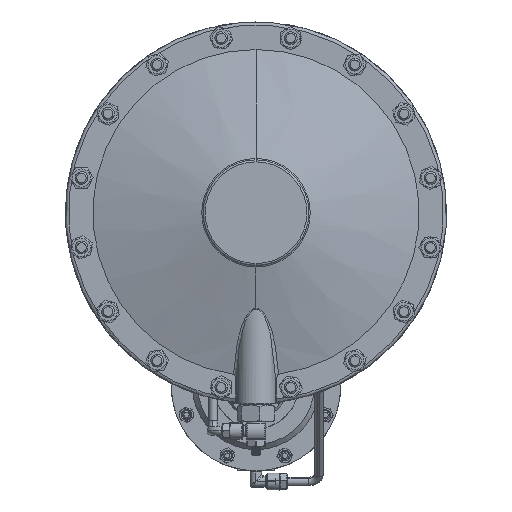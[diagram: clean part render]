
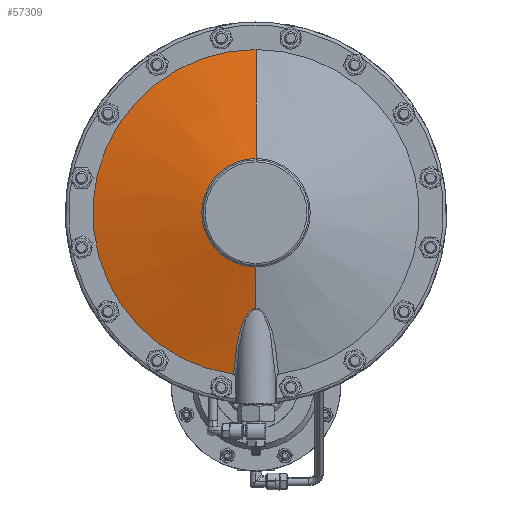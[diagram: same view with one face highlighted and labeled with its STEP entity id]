
A CAD part, front view. The second image highlights one B-rep face of the part: STEP entity #57309.
In plain terms, the highlighted conical face has half-angle 75 degrees and reference radius 154 mm.
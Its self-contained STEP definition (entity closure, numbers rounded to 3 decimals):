
#70 = AXIS2_PLACEMENT_3D ( 'NONE', #61374, #14257, #21678 ) ;
#2640 = CARTESIAN_POINT ( 'NONE',  ( -4.795, -83.573, -92.024 ) ) ;
#3542 = CARTESIAN_POINT ( 'NONE',  ( 0., -67., -154. ) ) ;
#3914 = CARTESIAN_POINT ( 'NONE',  ( -6.885, -82.984, -94.096 ) ) ;
#4331 = CARTESIAN_POINT ( 'NONE',  ( -3.883, -83.753, -91.394 ) ) ;
#4573 = ORIENTED_EDGE ( 'NONE', *, *, #64157, .T. ) ;
#6438 = LINE ( 'NONE', #3542, #47728 ) ;
#10045 = CARTESIAN_POINT ( 'NONE',  ( -9.007, -82.146, -97.057 ) ) ;
#10478 = CARTESIAN_POINT ( 'NONE',  ( -2.91, -83.908, -90.852 ) ) ;
#10746 = DIRECTION ( 'NONE',  ( 0., 1., 0. ) ) ;
#10884 = CARTESIAN_POINT ( 'NONE',  ( -9.382, -81.97, -97.682 ) ) ;
#13733 = CARTESIAN_POINT ( 'NONE',  ( 0., -67., 154. ) ) ;
#14257 = DIRECTION ( 'NONE',  ( 0., 1., 0. ) ) ;
#15567 = EDGE_CURVE ( 'NONE', #68910, #61780, #40139, .T. ) ;
#16170 = CARTESIAN_POINT ( 'NONE',  ( -12.756, -79.97, -104.822 ) ) ;
#16581 = CARTESIAN_POINT ( 'NONE',  ( -19.373, -72.352, -132.619 ) ) ;
#17022 = CARTESIAN_POINT ( 'NONE',  ( -0.757, -84.092, -90.209 ) ) ;
#17452 = CARTESIAN_POINT ( 'NONE',  ( -16.484, -76.557, -117.178 ) ) ;
#17529 = CARTESIAN_POINT ( 'NONE',  ( 0., -84.102, -90.174 ) ) ;
#18028 = AXIS2_PLACEMENT_3D ( 'NONE', #36130, #10746, #37420 ) ;
#18202 = AXIS2_PLACEMENT_3D ( 'NONE', #71049, #35814, #30980 ) ;
#19111 = DIRECTION ( 'NONE',  ( 0., 0.259, -0.966 ) ) ;
#19139 = CARTESIAN_POINT ( 'NONE',  ( 0., -94.545, 51.2 ) ) ;
#19224 = EDGE_CURVE ( 'NONE', #83567, #61780, #6438, .T. ) ;
#19583 = CIRCLE ( 'NONE', #18202, 154. ) ;
#20532 = CARTESIAN_POINT ( 'NONE',  ( 0., -67., 154. ) ) ;
#21678 = DIRECTION ( 'NONE',  ( 0., 0., 1. ) ) ;
#23566 = CARTESIAN_POINT ( 'NONE',  ( -3.568, -83.809, -91.2 ) ) ;
#24005 = CARTESIAN_POINT ( 'NONE',  ( -15.415, -77.704, -113.007 ) ) ;
#24431 = CARTESIAN_POINT ( 'NONE',  ( 0., -84.102, -90.174 ) ) ;
#24711 = ORIENTED_EDGE ( 'NONE', *, *, #15567, .T. ) ;
#29708 = CARTESIAN_POINT ( 'NONE',  ( -11.074, -81.075, -100.867 ) ) ;
#30150 = CARTESIAN_POINT ( 'NONE',  ( -2.564, -83.953, -90.696 ) ) ;
#30980 = DIRECTION ( 'NONE',  ( 0., 0., -1. ) ) ;
#33409 = LINE ( 'NONE', #13733, #34159 ) ;
#34159 = VECTOR ( 'NONE', #46933, 1000. ) ;
#34594 = CARTESIAN_POINT ( 'NONE',  ( -21.34, -67., -152.514 ) ) ;
#35814 = DIRECTION ( 'NONE',  ( 0., -1., 0. ) ) ;
#36130 = CARTESIAN_POINT ( 'NONE',  ( 0., -94.545, 0. ) ) ;
#36704 = CARTESIAN_POINT ( 'NONE',  ( -8.208, -82.492, -95.834 ) ) ;
#37420 = DIRECTION ( 'NONE',  ( 0., 0., -1. ) ) ;
#40139 = B_SPLINE_CURVE_WITH_KNOTS ( 'NONE', 3,
 ( #55867, #83766, #44095, #16581, #62420, #49767, #57145, #17452, #49346, #24005, #50627, #77631, #75941, #16170, #56731, #29708, #83331, #10884, #10045, #36704, #64107, #3914, #84202, #63269, #2640, #4331, #23566, #10478, #30150, #50187, #76791, #17022, #76352, #24431 ),
 .UNSPECIFIED., .F., .F.,
 ( 4, 2, 2, 2, 2, 2, 2, 2, 2, 2, 2, 2, 2, 2, 2, 2, 4 ),
 ( 0.004, 0.022, 0.031, 0.04, 0.044, 0.048, 0.053, 0.057, 0.062, 0.064, 0.066, 0.068, 0.071, 0.072, 0.073, 0.074, 0.075 ),
 .UNSPECIFIED. ) ;
#41382 = CARTESIAN_POINT ( 'NONE',  ( 0., -94.545, -51.2 ) ) ;
#42629 = ORIENTED_EDGE ( 'NONE', *, *, #83702, .T. ) ;
#42886 = EDGE_CURVE ( 'NONE', #76733, #68910, #19583, .T. ) ;
#44095 = CARTESIAN_POINT ( 'NONE',  ( -20.469, -70.058, -141.11 ) ) ;
#46076 = EDGE_LOOP ( 'NONE', ( #72734, #42629, #4573, #75685, #24711 ) ) ;
#46933 = DIRECTION ( 'NONE',  ( 0., 0.259, 0.966 ) ) ;
#47442 = FACE_OUTER_BOUND ( 'NONE', #46076, .T. ) ;
#47728 = VECTOR ( 'NONE', #19111, 1000. ) ;
#49346 = CARTESIAN_POINT ( 'NONE',  ( -16.145, -76.939, -115.785 ) ) ;
#49767 = CARTESIAN_POINT ( 'NONE',  ( -17.985, -74.646, -124.17 ) ) ;
#50187 = CARTESIAN_POINT ( 'NONE',  ( -1.858, -84.025, -90.443 ) ) ;
#50627 = CARTESIAN_POINT ( 'NONE',  ( -15.024, -78.086, -111.621 ) ) ;
#54434 = CONICAL_SURFACE ( 'NONE', #70, 154., 1.309 ) ;
#55867 = CARTESIAN_POINT ( 'NONE',  ( -21.34, -67., -152.514 ) ) ;
#56731 = CARTESIAN_POINT ( 'NONE',  ( -12.23, -80.341, -103.49 ) ) ;
#57145 = CARTESIAN_POINT ( 'NONE',  ( -17.436, -75.41, -121.366 ) ) ;
#57309 = ADVANCED_FACE ( 'NONE', ( #47442 ), #54434, .T. ) ;
#61374 = CARTESIAN_POINT ( 'NONE',  ( 0., -67., 0. ) ) ;
#61780 = VERTEX_POINT ( 'NONE', #17529 ) ;
#62211 = VERTEX_POINT ( 'NONE', #19139 ) ;
#62420 = CARTESIAN_POINT ( 'NONE',  ( -18.954, -73.116, -129.797 ) ) ;
#63269 = CARTESIAN_POINT ( 'NONE',  ( -5.362, -83.434, -92.512 ) ) ;
#64107 = CARTESIAN_POINT ( 'NONE',  ( -7.786, -82.66, -95.24 ) ) ;
#64157 = EDGE_CURVE ( 'NONE', #62211, #76733, #33409, .T. ) ;
#68910 = VERTEX_POINT ( 'NONE', #34594 ) ;
#71049 = CARTESIAN_POINT ( 'NONE',  ( 0., -67., 0. ) ) ;
#72734 = ORIENTED_EDGE ( 'NONE', *, *, #19224, .F. ) ;
#75155 = CIRCLE ( 'NONE', #18028, 51.2 ) ;
#75685 = ORIENTED_EDGE ( 'NONE', *, *, #42886, .T. ) ;
#75941 = CARTESIAN_POINT ( 'NONE',  ( -13.733, -79.222, -107.514 ) ) ;
#76352 = CARTESIAN_POINT ( 'NONE',  ( -0.376, -84.102, -90.174 ) ) ;
#76733 = VERTEX_POINT ( 'NONE', #20532 ) ;
#76791 = CARTESIAN_POINT ( 'NONE',  ( -1.497, -84.054, -90.344 ) ) ;
#77631 = CARTESIAN_POINT ( 'NONE',  ( -14.183, -78.845, -108.875 ) ) ;
#83331 = CARTESIAN_POINT ( 'NONE',  ( -10.445, -81.437, -99.575 ) ) ;
#83567 = VERTEX_POINT ( 'NONE', #41382 ) ;
#83702 = EDGE_CURVE ( 'NONE', #83567, #62211, #75155, .T. ) ;
#83766 = CARTESIAN_POINT ( 'NONE',  ( -20.989, -68.529, -146.8 ) ) ;
#84202 = CARTESIAN_POINT ( 'NONE',  ( -6.405, -83.14, -93.546 ) ) ;
